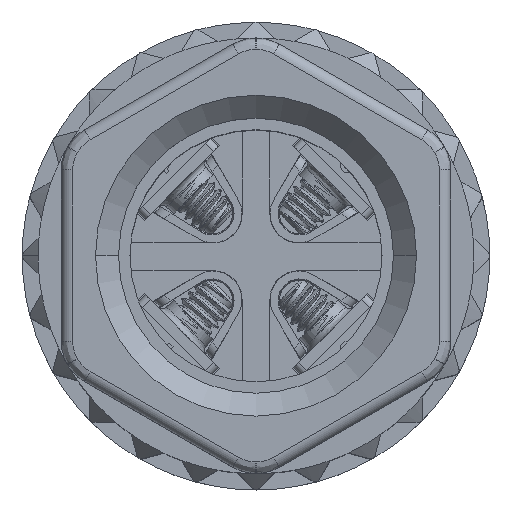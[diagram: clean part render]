
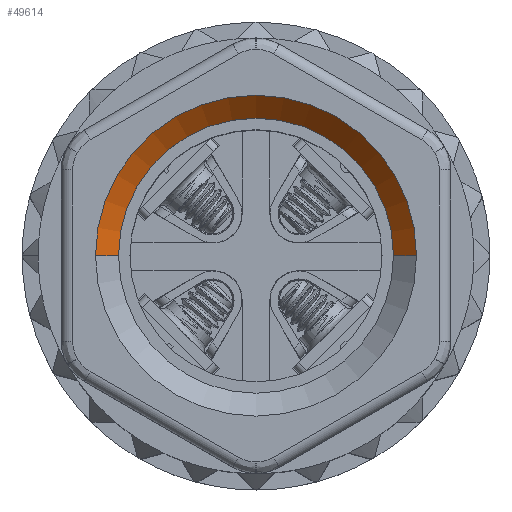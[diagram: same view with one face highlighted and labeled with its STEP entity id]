
A CAD part, top view. The second image highlights one B-rep face of the part: STEP entity #49614.
In plain terms, the highlighted conical face has half-angle 45 degrees and reference radius 6 mm.
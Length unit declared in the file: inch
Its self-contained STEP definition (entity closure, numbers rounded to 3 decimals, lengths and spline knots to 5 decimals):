
#240 = DIRECTION ( 'NONE',  ( 0., 0., 1. ) ) ;
#759 = CARTESIAN_POINT ( 'NONE',  ( 0.27559, 0., 1.62598 ) ) ;
#8759 = DIRECTION ( 'NONE',  ( 0.707, 0., 0.707 ) ) ;
#17156 = DIRECTION ( 'NONE',  ( -0.707, 0., 0.707 ) ) ;
#22170 = AXIS2_PLACEMENT_3D ( 'NONE', #81411, #106223, #94162 ) ;
#28902 = EDGE_LOOP ( 'NONE', ( #34026, #117955, #129804, #119203 ) ) ;
#30019 = VERTEX_POINT ( 'NONE', #118302 ) ;
#32304 = CIRCLE ( 'NONE', #68117, 0.27559 ) ;
#33634 = CARTESIAN_POINT ( 'NONE',  ( 0.23622, 0., 1.58661 ) ) ;
#34026 = ORIENTED_EDGE ( 'NONE', *, *, #60763, .F. ) ;
#41115 = CARTESIAN_POINT ( 'NONE',  ( -0.27559, 0., 1.62598 ) ) ;
#48067 = DIRECTION ( 'NONE',  ( 1., 0., 0. ) ) ;
#49198 = DIRECTION ( 'NONE',  ( 0., -1., 0. ) ) ;
#49614 = ADVANCED_FACE ( 'NONE', ( #119850 ), #109093, .F. ) ;
#49978 = CARTESIAN_POINT ( 'NONE',  ( 0., 0., 1.58661 ) ) ;
#56034 = VECTOR ( 'NONE', #17156, 39.37008 ) ;
#57700 = VECTOR ( 'NONE', #8759, 39.37008 ) ;
#59038 = VERTEX_POINT ( 'NONE', #64071 ) ;
#60763 = EDGE_CURVE ( 'NONE', #59038, #147896, #81179, .T. ) ;
#64071 = CARTESIAN_POINT ( 'NONE',  ( -0.23622, 0., 1.58661 ) ) ;
#68117 = AXIS2_PLACEMENT_3D ( 'NONE', #135397, #122587, #48067 ) ;
#81179 = LINE ( 'NONE', #117282, #56034 ) ;
#81411 = CARTESIAN_POINT ( 'NONE',  ( 0., 0., 1.58661 ) ) ;
#92105 = EDGE_CURVE ( 'NONE', #110303, #147896, #32304, .T. ) ;
#94162 = DIRECTION ( 'NONE',  ( 1., 0., 0. ) ) ;
#106223 = DIRECTION ( 'NONE',  ( 0., 0., 1. ) ) ;
#109093 = CONICAL_SURFACE ( 'NONE', #22170, 0.23622, 0.785 ) ;
#110303 = VERTEX_POINT ( 'NONE', #759 ) ;
#112186 = EDGE_CURVE ( 'NONE', #30019, #110303, #143446, .T. ) ;
#117282 = CARTESIAN_POINT ( 'NONE',  ( -0.23622, 0., 1.58661 ) ) ;
#117955 = ORIENTED_EDGE ( 'NONE', *, *, #134636, .F. ) ;
#118302 = CARTESIAN_POINT ( 'NONE',  ( 0.23622, 0., 1.58661 ) ) ;
#119203 = ORIENTED_EDGE ( 'NONE', *, *, #92105, .T. ) ;
#119850 = FACE_OUTER_BOUND ( 'NONE', #28902, .T. ) ;
#122587 = DIRECTION ( 'NONE',  ( 0., 0., 1. ) ) ;
#129804 = ORIENTED_EDGE ( 'NONE', *, *, #112186, .T. ) ;
#134636 = EDGE_CURVE ( 'NONE', #30019, #59038, #156817, .T. ) ;
#135397 = CARTESIAN_POINT ( 'NONE',  ( 0., 0., 1.62598 ) ) ;
#143446 = LINE ( 'NONE', #33634, #57700 ) ;
#147896 = VERTEX_POINT ( 'NONE', #41115 ) ;
#154326 = AXIS2_PLACEMENT_3D ( 'NONE', #49978, #240, #49198 ) ;
#156817 = CIRCLE ( 'NONE', #154326, 0.23622 ) ;
